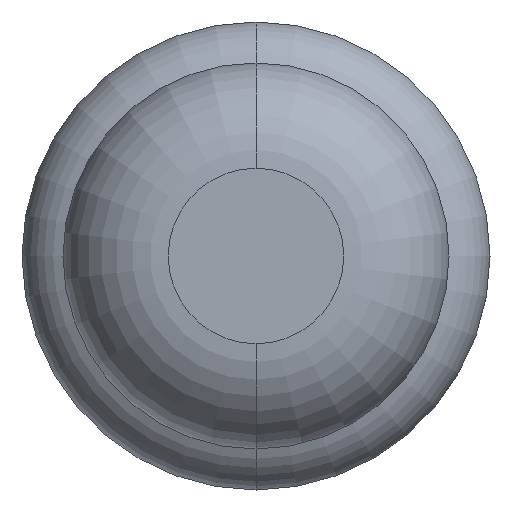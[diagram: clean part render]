
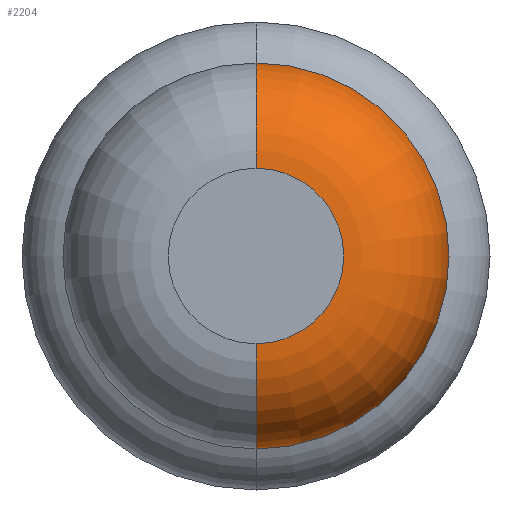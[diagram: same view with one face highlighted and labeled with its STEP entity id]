
A CAD part, front view. The second image highlights one B-rep face of the part: STEP entity #2204.
In plain terms, the highlighted toroidal (fillet/blend) face has major radius 0.375 mm and minor radius 0.45 mm.
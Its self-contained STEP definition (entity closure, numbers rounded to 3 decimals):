
#3 = CARTESIAN_POINT ( 'NONE',  ( 0., -28.55, -0.375 ) ) ;
#42 = CARTESIAN_POINT ( 'NONE',  ( 0., -28.55, 0. ) ) ;
#50 = DIRECTION ( 'NONE',  ( 0., 0., 1. ) ) ;
#366 = EDGE_CURVE ( 'NONE', #1353, #2471, #2586, .T. ) ;
#380 = CARTESIAN_POINT ( 'NONE',  ( 0., -29., 0.375 ) ) ;
#385 = ORIENTED_EDGE ( 'NONE', *, *, #1626, .T. ) ;
#550 = DIRECTION ( 'NONE',  ( -1., 0., 0. ) ) ;
#634 = DIRECTION ( 'NONE',  ( 1., 0., 0. ) ) ;
#1085 = ORIENTED_EDGE ( 'NONE', *, *, #4124, .F. ) ;
#1186 = DIRECTION ( 'NONE',  ( 0., 0., 1. ) ) ;
#1353 = VERTEX_POINT ( 'NONE', #380 ) ;
#1460 = CIRCLE ( 'NONE', #1867, 0.825 ) ;
#1475 = CARTESIAN_POINT ( 'NONE',  ( 0., -29., -0.375 ) ) ;
#1626 = EDGE_CURVE ( 'Defeature ausgef�hrt1_2+Defeature ausgef�hrt1_1+Defeature ausgef�hrt1_1+Defeature ausgef�hrt1_1', #1353, #2020, #3406, .T. ) ;
#1652 = AXIS2_PLACEMENT_3D ( 'NONE', #3, #634, #2569 ) ;
#1746 = DIRECTION ( 'NONE',  ( 0., 0., 1. ) ) ;
#1867 = AXIS2_PLACEMENT_3D ( 'NONE', #42, #1957, #50 ) ;
#1910 = DIRECTION ( 'NONE',  ( 0., 0., 1. ) ) ;
#1957 = DIRECTION ( 'NONE',  ( 0., 1., 0. ) ) ;
#2020 = VERTEX_POINT ( 'NONE', #1475 ) ;
#2183 = AXIS2_PLACEMENT_3D ( 'NONE', #3756, #550, #1186 ) ;
#2204 = ADVANCED_FACE ( 'Defeature ausgef�hrt1_2', ( #3352 ), #2510, .T. ) ;
#2314 = CARTESIAN_POINT ( 'NONE',  ( 0., -29., 0. ) ) ;
#2398 = EDGE_CURVE ( 'NONE', #2020, #3747, #2907, .T. ) ;
#2471 = VERTEX_POINT ( 'NONE', #2937 ) ;
#2510 = TOROIDAL_SURFACE ( 'NONE', #3845, 0.375, 0.45 ) ;
#2569 = DIRECTION ( 'NONE',  ( 0., 0., -1. ) ) ;
#2586 = CIRCLE ( 'NONE', #2183, 0.45 ) ;
#2644 = DIRECTION ( 'NONE',  ( 0., 1., 0. ) ) ;
#2747 = EDGE_LOOP ( 'NONE', ( #385, #2754, #1085, #3616 ) ) ;
#2754 = ORIENTED_EDGE ( 'NONE', *, *, #2398, .T. ) ;
#2907 = CIRCLE ( 'NONE', #1652, 0.45 ) ;
#2937 = CARTESIAN_POINT ( 'NONE',  ( 0., -28.55, 0.825 ) ) ;
#3207 = DIRECTION ( 'NONE',  ( 0., 1., 0. ) ) ;
#3313 = AXIS2_PLACEMENT_3D ( 'NONE', #2314, #2644, #1746 ) ;
#3352 = FACE_OUTER_BOUND ( 'NONE', #2747, .T. ) ;
#3406 = CIRCLE ( 'NONE', #3313, 0.375 ) ;
#3616 = ORIENTED_EDGE ( 'NONE', *, *, #366, .F. ) ;
#3747 = VERTEX_POINT ( 'NONE', #3774 ) ;
#3756 = CARTESIAN_POINT ( 'NONE',  ( 0., -28.55, 0.375 ) ) ;
#3774 = CARTESIAN_POINT ( 'NONE',  ( 0., -28.55, -0.825 ) ) ;
#3845 = AXIS2_PLACEMENT_3D ( 'NONE', #3846, #3207, #1910 ) ;
#3846 = CARTESIAN_POINT ( 'NONE',  ( 0., -28.55, 0. ) ) ;
#4124 = EDGE_CURVE ( 'Defeature ausgef�hrt1_3+Defeature ausgef�hrt1_2+Defeature ausgef�hrt1_2+Defeature ausgef�hrt1_2', #2471, #3747, #1460, .T. ) ;
